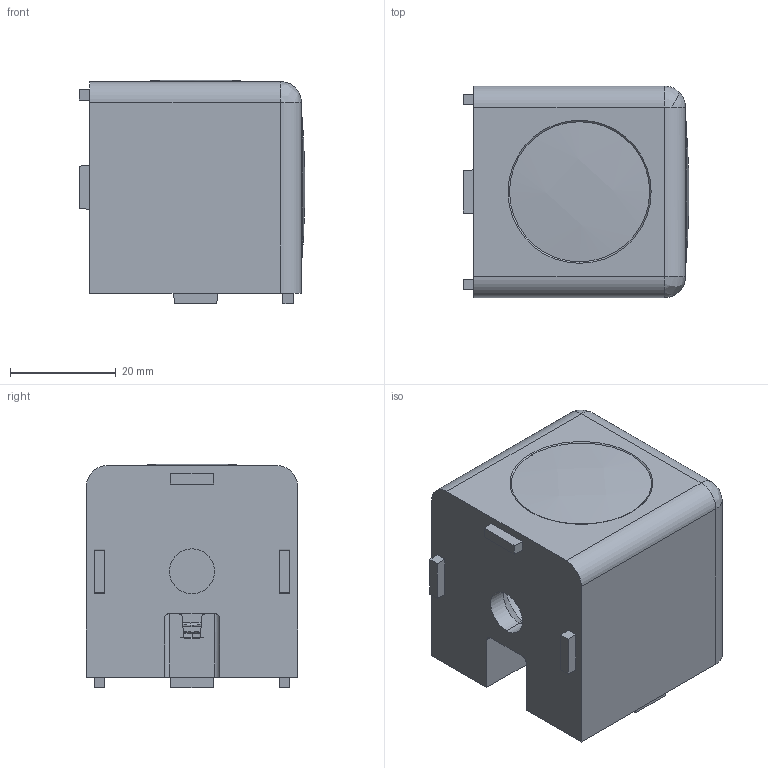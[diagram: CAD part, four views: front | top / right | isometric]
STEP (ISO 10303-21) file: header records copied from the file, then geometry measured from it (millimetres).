
FILE_DESCRIPTION (( 'STEP AP203' ), '1' );
FILE_NAME ('148958.step', '2021-06-08T10:39:14', ( '' ), ( '' ), 'SwSTEP 2.0', 'SolidWorks 2021', '' );
FILE_SCHEMA (( 'CONFIG_CONTROL_DESIGN' ));
Length unit declared in the file: millimetre
Products named in the file (1): 148958
Bounding box: 42.64 x 40 x 42.23 mm (x, y, z)
Volume: 45016.9 mm3; surface area: 15891.7 mm2
Topology: 3 solids, 3 shells, 155 faces, 415 edges, 268 vertices
Faces by surface type: plane 44, cone 41, bspline 39, cylinder 31
Entity records: 6579 total; most frequent: CARTESIAN_POINT 2894, ORIENTED_EDGE 826, DIRECTION 689, EDGE_CURVE 413, AXIS2_PLACEMENT_3D 273, VERTEX_POINT 268, EDGE_LOOP 167, CIRCLE 156
